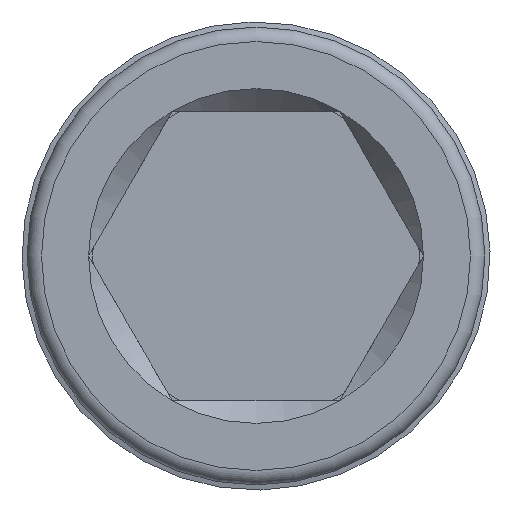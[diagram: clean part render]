
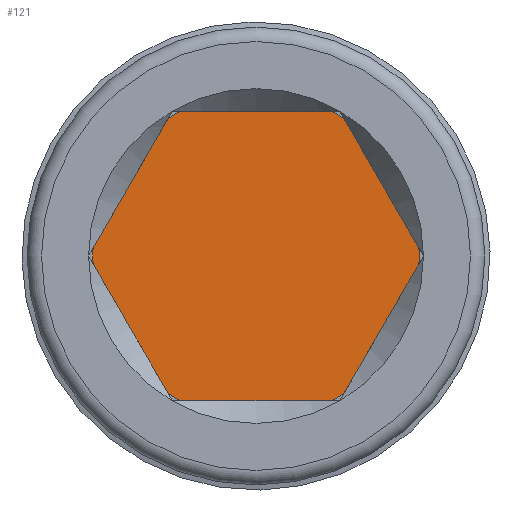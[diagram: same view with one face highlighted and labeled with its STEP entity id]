
A CAD part, left-side view. The second image highlights one B-rep face of the part: STEP entity #121.
In plain terms, the highlighted planar face has unit normal (-1, 0, 0).
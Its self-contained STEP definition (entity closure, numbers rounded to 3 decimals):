
#73=CARTESIAN_POINT('',(9.999,5.642,0.0));
#74=VERTEX_POINT('',#73);
#75=CARTESIAN_POINT('',(9.999,0.0,0.0));
#76=DIRECTION('',(1.0,0.0,0.0));
#77=DIRECTION('',(0.0,1.0,0.0));
#78=AXIS2_PLACEMENT_3D('',#75,#76,#77);
#79=CIRCLE('',#78,5.642);
#80=EDGE_CURVE('',#74,#74,#79,.T.);
#113=CARTESIAN_POINT('',(9.999,2.821,0.0));
#114=DIRECTION('',(-1.0,0.0,0.0));
#115=DIRECTION('',(0.0,0.0,1.0));
#116=AXIS2_PLACEMENT_3D('',#113,#114,#115);
#117=PLANE('',#116);
#118=ORIENTED_EDGE('',*,*,#80,.F.);
#119=EDGE_LOOP('',(#118));
#120=FACE_OUTER_BOUND('',#119,.T.);
#121=ADVANCED_FACE('',(#120),#117,.T.);
